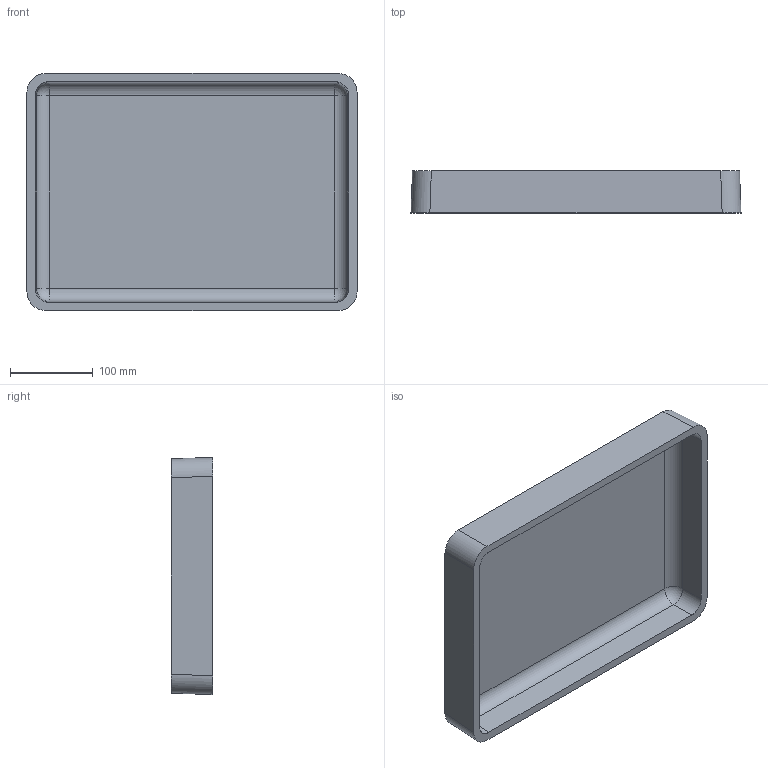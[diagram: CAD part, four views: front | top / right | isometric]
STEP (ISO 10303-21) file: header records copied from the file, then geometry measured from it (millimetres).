
FILE_DESCRIPTION (( 'STEP AP214' ), '1' );
FILE_NAME ('1452-931T-CLR.STEP', '2016-03-30T23:24:36', ( '' ), ( '' ), 'SwSTEP 2.0', 'SolidWorks 2016', '' );
FILE_SCHEMA (( 'AUTOMOTIVE_DESIGN' ));
Length unit declared in the file: inch
Products named in the file (1): 1452-931T-CLR
Bounding box: 399.28 x 50.8 x 287.01 mm (x, y, z)
Volume: 1300711 mm3; surface area: 386807.5 mm2
Topology: 2 solids, 2 shells, 156 faces, 432 edges, 276 vertices
Faces by surface type: cylinder 56, bspline 36, plane 32, torus 24, sphere 8
Entity records: 7259 total; most frequent: CARTESIAN_POINT 3753, ORIENTED_EDGE 856, DIRECTION 566, EDGE_CURVE 428, VERTEX_POINT 276, AXIS2_PLACEMENT_3D 221, EDGE_LOOP 158, ADVANCED_FACE 156
